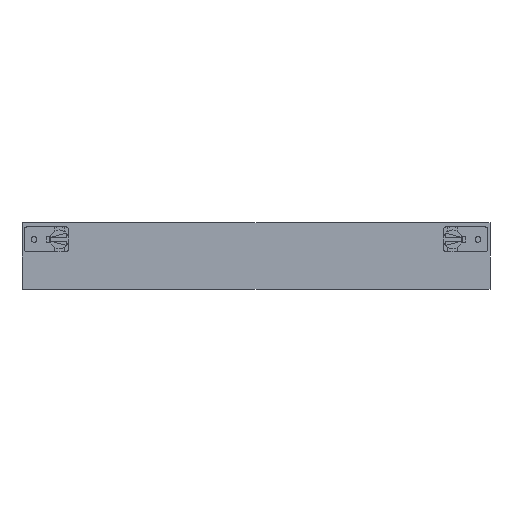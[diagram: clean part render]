
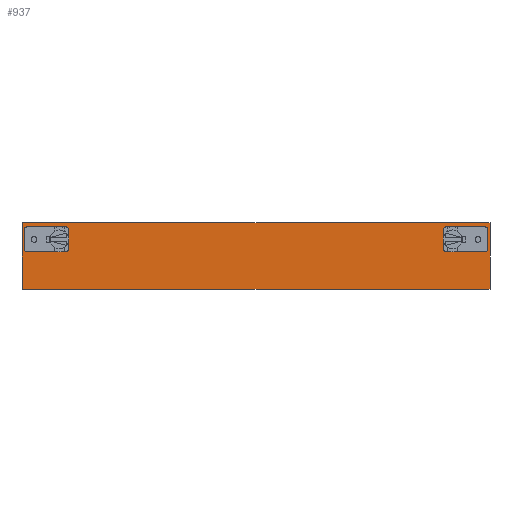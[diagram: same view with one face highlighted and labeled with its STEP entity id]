
A CAD part, top view. The second image highlights one B-rep face of the part: STEP entity #937.
In plain terms, the highlighted planar face has unit normal (0, 0, 1).
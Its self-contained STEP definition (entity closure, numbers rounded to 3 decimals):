
#219=DIRECTION('',(-1.,0.,0.));
#220=VECTOR('',#219,350.);
#221=CARTESIAN_POINT('',(350.,50.,1.));
#222=LINE('',#221,#220);
#247=DIRECTION('',(-1.,0.,0.));
#248=VECTOR('',#247,350.);
#249=CARTESIAN_POINT('',(350.,0.,1.));
#250=LINE('',#249,#248);
#254=CARTESIAN_POINT('',(28.,37.5,1.));
#255=DIRECTION('',(0.,0.,1.));
#256=DIRECTION('',(-0.896,-0.445,0.));
#257=AXIS2_PLACEMENT_3D('',#254,#255,#256);
#262=CARTESIAN_POINT('',(28.,37.5,1.));
#263=DIRECTION('',(0.,0.,1.));
#264=DIRECTION('',(1.,0.,0.));
#265=AXIS2_PLACEMENT_3D('',#262,#263,#264);
#270=CARTESIAN_POINT('',(28.,37.5,1.));
#271=DIRECTION('',(0.,0.,1.));
#272=DIRECTION('',(0.896,0.445,0.));
#273=AXIS2_PLACEMENT_3D('',#270,#271,#272);
#278=CARTESIAN_POINT('',(341.,37.5,1.));
#279=DIRECTION('',(0.,0.,1.));
#280=DIRECTION('',(-1.,0.,0.));
#281=AXIS2_PLACEMENT_3D('',#278,#279,#280);
#286=CARTESIAN_POINT('',(341.,37.5,1.));
#287=DIRECTION('',(0.,0.,1.));
#288=DIRECTION('',(1.,0.,0.));
#289=AXIS2_PLACEMENT_3D('',#286,#287,#288);
#294=CARTESIAN_POINT('',(322.,37.5,1.));
#295=DIRECTION('',(0.,0.,1.));
#296=DIRECTION('',(0.896,0.445,0.));
#297=AXIS2_PLACEMENT_3D('',#294,#295,#296);
#302=CARTESIAN_POINT('',(322.,37.5,1.));
#303=DIRECTION('',(0.,0.,1.));
#304=DIRECTION('',(-1.,0.,0.));
#305=AXIS2_PLACEMENT_3D('',#302,#303,#304);
#310=CARTESIAN_POINT('',(322.,37.5,1.));
#311=DIRECTION('',(0.,0.,1.));
#312=DIRECTION('',(-0.896,-0.445,0.));
#313=AXIS2_PLACEMENT_3D('',#310,#311,#312);
#318=CARTESIAN_POINT('',(9.,37.5,1.));
#319=DIRECTION('',(0.,0.,1.));
#320=DIRECTION('',(1.,0.,0.));
#321=AXIS2_PLACEMENT_3D('',#318,#319,#320);
#326=CARTESIAN_POINT('',(9.,37.5,1.));
#327=DIRECTION('',(0.,0.,1.));
#328=DIRECTION('',(-1.,0.,0.));
#329=AXIS2_PLACEMENT_3D('',#326,#327,#328);
#334=DIRECTION('',(0.,-1.,0.));
#335=VECTOR('',#334,50.);
#336=CARTESIAN_POINT('',(0.,50.,1.));
#337=LINE('',#336,#335);
#439=DIRECTION('',(0.,1.,0.));
#440=VECTOR('',#439,50.);
#441=CARTESIAN_POINT('',(350.,0.,1.));
#442=LINE('',#441,#440);
#474=DIRECTION('',(1.,0.,0.));
#475=VECTOR('',#474,5.239);
#476=CARTESIAN_POINT('',(18.35,39.69,1.));
#477=LINE('',#476,#475);
#488=DIRECTION('',(0.,1.,0.));
#489=VECTOR('',#488,4.38);
#490=CARTESIAN_POINT('',(18.35,35.31,1.));
#491=LINE('',#490,#489);
#495=DIRECTION('',(-1.,0.,0.));
#496=VECTOR('',#495,5.239);
#497=CARTESIAN_POINT('',(23.589,35.31,1.));
#498=LINE('',#497,#496);
#537=DIRECTION('',(-1.,0.,0.));
#538=VECTOR('',#537,5.239);
#539=CARTESIAN_POINT('',(331.65,35.31,1.));
#540=LINE('',#539,#538);
#551=DIRECTION('',(0.,-1.,0.));
#552=VECTOR('',#551,4.38);
#553=CARTESIAN_POINT('',(331.65,39.69,1.));
#554=LINE('',#553,#552);
#558=DIRECTION('',(1.,0.,0.));
#559=VECTOR('',#558,5.239);
#560=CARTESIAN_POINT('',(326.411,39.69,1.));
#561=LINE('',#560,#559);
#677=CARTESIAN_POINT('',(4.75,37.5,1.));
#678=VERTEX_POINT('',#677);
#679=CARTESIAN_POINT('',(13.25,37.5,1.));
#680=VERTEX_POINT('',#679);
#681=CARTESIAN_POINT('',(0.,50.,1.));
#682=CARTESIAN_POINT('',(0.,0.,1.));
#683=VERTEX_POINT('',#681);
#684=VERTEX_POINT('',#682);
#685=CARTESIAN_POINT('',(350.,50.,1.));
#686=VERTEX_POINT('',#685);
#687=CARTESIAN_POINT('',(350.,0.,1.));
#688=VERTEX_POINT('',#687);
#689=CARTESIAN_POINT('',(23.589,35.31,1.));
#690=CARTESIAN_POINT('',(32.925,37.5,1.));
#691=VERTEX_POINT('',#689);
#692=VERTEX_POINT('',#690);
#693=CARTESIAN_POINT('',(32.411,39.69,1.));
#694=VERTEX_POINT('',#693);
#695=CARTESIAN_POINT('',(23.589,39.69,1.));
#696=VERTEX_POINT('',#695);
#697=CARTESIAN_POINT('',(18.35,39.69,1.));
#698=VERTEX_POINT('',#697);
#699=CARTESIAN_POINT('',(18.35,35.31,1.));
#700=VERTEX_POINT('',#699);
#701=CARTESIAN_POINT('',(336.75,37.5,1.));
#702=CARTESIAN_POINT('',(345.25,37.5,1.));
#703=VERTEX_POINT('',#701);
#704=VERTEX_POINT('',#702);
#705=CARTESIAN_POINT('',(326.411,39.69,1.));
#706=CARTESIAN_POINT('',(317.075,37.5,1.));
#707=VERTEX_POINT('',#705);
#708=VERTEX_POINT('',#706);
#709=CARTESIAN_POINT('',(317.589,35.31,1.));
#710=VERTEX_POINT('',#709);
#711=CARTESIAN_POINT('',(326.411,35.31,1.));
#712=VERTEX_POINT('',#711);
#713=CARTESIAN_POINT('',(331.65,35.31,1.));
#714=VERTEX_POINT('',#713);
#715=CARTESIAN_POINT('',(331.65,39.69,1.));
#716=VERTEX_POINT('',#715);
#883=CARTESIAN_POINT('',(0.,0.,1.));
#884=DIRECTION('',(0.,0.,1.));
#885=DIRECTION('',(1.,0.,0.));
#886=AXIS2_PLACEMENT_3D('',#883,#884,#885);
#887=PLANE('',#886);
#889=ORIENTED_EDGE('',*,*,#888,.F.);
#890=ORIENTED_EDGE('',*,*,#860,.F.);
#892=ORIENTED_EDGE('',*,*,#891,.F.);
#894=ORIENTED_EDGE('',*,*,#893,.T.);
#895=EDGE_LOOP('',(#889,#890,#892,#894));
#896=FACE_OUTER_BOUND('',#895,.F.);
#898=ORIENTED_EDGE('',*,*,#897,.T.);
#900=ORIENTED_EDGE('',*,*,#899,.T.);
#902=ORIENTED_EDGE('',*,*,#901,.T.);
#904=ORIENTED_EDGE('',*,*,#903,.F.);
#906=ORIENTED_EDGE('',*,*,#905,.F.);
#908=ORIENTED_EDGE('',*,*,#907,.F.);
#909=EDGE_LOOP('',(#898,#900,#902,#904,#906,#908));
#910=FACE_BOUND('',#909,.F.);
#912=ORIENTED_EDGE('',*,*,#911,.T.);
#914=ORIENTED_EDGE('',*,*,#913,.T.);
#915=EDGE_LOOP('',(#912,#914));
#916=FACE_BOUND('',#915,.F.);
#918=ORIENTED_EDGE('',*,*,#917,.T.);
#920=ORIENTED_EDGE('',*,*,#919,.T.);
#922=ORIENTED_EDGE('',*,*,#921,.T.);
#924=ORIENTED_EDGE('',*,*,#923,.F.);
#926=ORIENTED_EDGE('',*,*,#925,.F.);
#928=ORIENTED_EDGE('',*,*,#927,.F.);
#929=EDGE_LOOP('',(#918,#920,#922,#924,#926,#928));
#930=FACE_BOUND('',#929,.F.);
#932=ORIENTED_EDGE('',*,*,#931,.T.);
#934=ORIENTED_EDGE('',*,*,#933,.T.);
#935=EDGE_LOOP('',(#932,#934));
#936=FACE_BOUND('',#935,.F.);
#258=CIRCLE('',#257,4.925);
#266=CIRCLE('',#265,4.925);
#274=CIRCLE('',#273,4.925);
#282=CIRCLE('',#281,4.25);
#290=CIRCLE('',#289,4.25);
#298=CIRCLE('',#297,4.925);
#306=CIRCLE('',#305,4.925);
#314=CIRCLE('',#313,4.925);
#322=CIRCLE('',#321,4.25);
#330=CIRCLE('',#329,4.25);
#860=EDGE_CURVE('',#686,#683,#222,.T.);
#888=EDGE_CURVE('',#683,#684,#337,.T.);
#891=EDGE_CURVE('',#688,#686,#442,.T.);
#893=EDGE_CURVE('',#688,#684,#250,.T.);
#897=EDGE_CURVE('',#691,#692,#258,.T.);
#899=EDGE_CURVE('',#692,#694,#266,.T.);
#901=EDGE_CURVE('',#694,#696,#274,.T.);
#903=EDGE_CURVE('',#698,#696,#477,.T.);
#905=EDGE_CURVE('',#700,#698,#491,.T.);
#907=EDGE_CURVE('',#691,#700,#498,.T.);
#911=EDGE_CURVE('',#703,#704,#282,.T.);
#913=EDGE_CURVE('',#704,#703,#290,.T.);
#917=EDGE_CURVE('',#707,#708,#298,.T.);
#919=EDGE_CURVE('',#708,#710,#306,.T.);
#921=EDGE_CURVE('',#710,#712,#314,.T.);
#923=EDGE_CURVE('',#714,#712,#540,.T.);
#925=EDGE_CURVE('',#716,#714,#554,.T.);
#927=EDGE_CURVE('',#707,#716,#561,.T.);
#931=EDGE_CURVE('',#680,#678,#322,.T.);
#933=EDGE_CURVE('',#678,#680,#330,.T.);
#937=ADVANCED_FACE('',(#896,#910,#916,#930,#936),#887,.T.);
